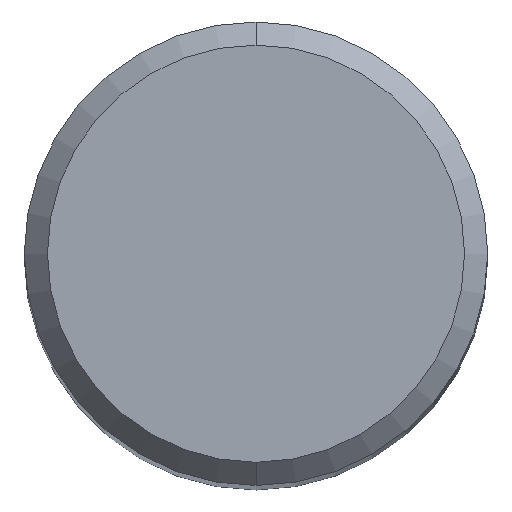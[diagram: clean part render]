
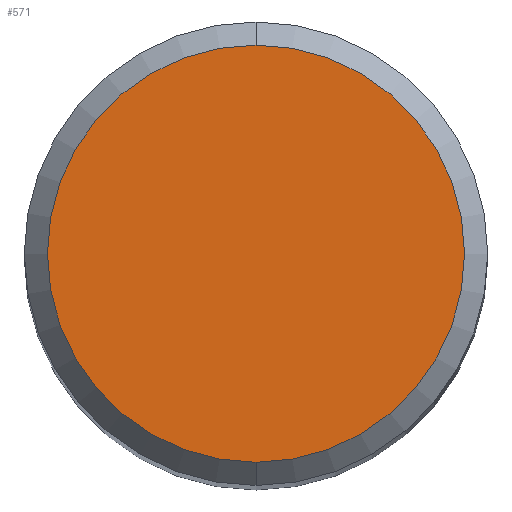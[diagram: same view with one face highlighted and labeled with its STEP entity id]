
A CAD part, top view. The second image highlights one B-rep face of the part: STEP entity #571.
In plain terms, the highlighted planar face has unit normal (0, 0, 1).
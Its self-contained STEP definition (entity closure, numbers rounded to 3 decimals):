
#513=EDGE_CURVE('',#767,#527,#1150,.T.);
#527=VERTEX_POINT('',#1165);
#557=EDGE_CURVE('',#527,#767,#1199,.T.);
#571=ADVANCED_FACE('',(#1216),#1217,.T.);
#767=VERTEX_POINT('',#1431);
#1150=CIRCLE('',#4030,3.6);
#1165=CARTESIAN_POINT('',(0.0,3.6,0.));
#1199=CIRCLE('',#5455,3.6);
#1216=FACE_OUTER_BOUND('',#5474,.T.);
#1217=PLANE('',#5475);
#1431=CARTESIAN_POINT('',(0.,-3.6,0.));
#4030=AXIS2_PLACEMENT_3D('',#9807,#9808,#9809);
#5455=AXIS2_PLACEMENT_3D('',#9868,#9869,#9870);
#5474=EDGE_LOOP('',(#9896,#9897));
#5475=AXIS2_PLACEMENT_3D('',#9898,#9899,#9900);
#9807=CARTESIAN_POINT('',(0.0,0.0,0.));
#9808=DIRECTION('',(0.0,0.0,-1.0));
#9809=DIRECTION('',(0.0,1.0,0.0));
#9868=CARTESIAN_POINT('',(0.0,0.0,0.));
#9869=DIRECTION('',(0.0,0.0,-1.0));
#9870=DIRECTION('',(0.0,1.0,0.0));
#9896=ORIENTED_EDGE('',*,*,#557,.F.);
#9897=ORIENTED_EDGE('',*,*,#513,.F.);
#9898=CARTESIAN_POINT('',(0.0,1.8,0.));
#9899=DIRECTION('',(-0.0,0.0,1.0));
#9900=DIRECTION('',(0.0,-1.0,0.0));
